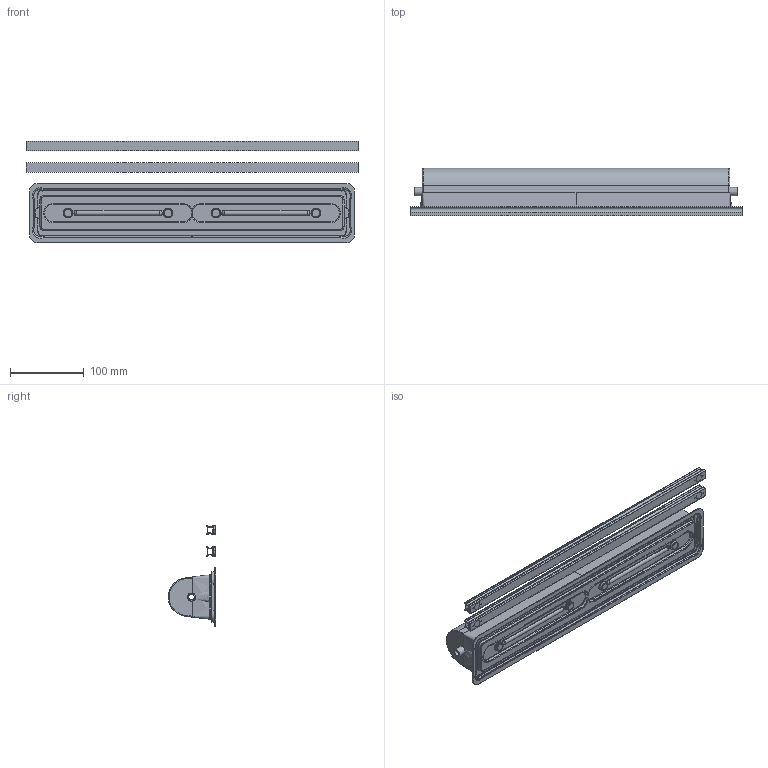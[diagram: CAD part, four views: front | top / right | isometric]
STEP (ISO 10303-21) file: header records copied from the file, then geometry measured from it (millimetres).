
FILE_DESCRIPTION (( 'STEP AP214' ), '1' );
FILE_NAME ('18881500020.STEP', '2025-03-21T20:36:40', ( '' ), ( '' ), 'SwSTEP 2.0', 'SolidWorks 2024', '' );
FILE_SCHEMA (( 'AUTOMOTIVE_DESIGN' ));
Length unit declared in the file: inch
Products named in the file (1): 18881500020
Bounding box: 449.24 x 64.09 x 137.04 mm (x, y, z)
Volume: 934832.6 mm3; surface area: 477125.2 mm2
Topology: 13 solids, 13 shells, 600 faces, 1382 edges, 826 vertices
Faces by surface type: cylinder 268, torus 180, plane 140, sphere 8, bspline 4
Full cylindrical faces by diameter (mm): 1.6 x8, 7.7 x3, 10.5 x10, 11 x3, 11.76 x4, 50.8 x2
Entity records: 51351 total; most frequent: CARTESIAN_POINT 37847, DIRECTION 2894, ORIENTED_EDGE 2632, EDGE_CURVE 1316, AXIS2_PLACEMENT_3D 1197, VERTEX_POINT 818, EDGE_LOOP 710, FACE_OUTER_BOUND 658
